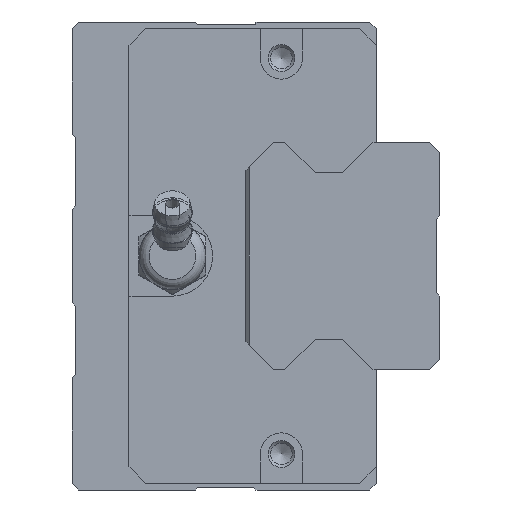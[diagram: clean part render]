
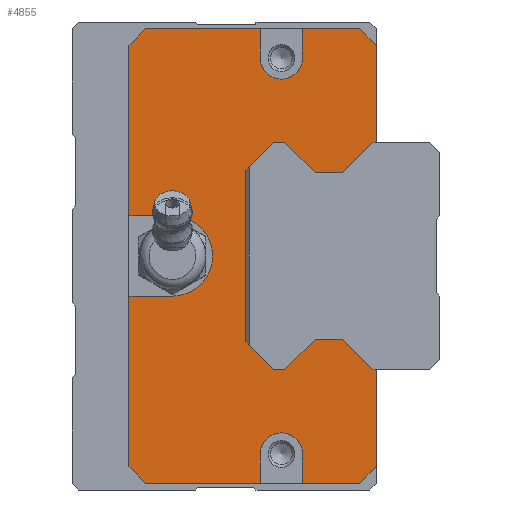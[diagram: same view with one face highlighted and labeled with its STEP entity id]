
A CAD part, left-side view. The second image highlights one B-rep face of the part: STEP entity #4855.
In plain terms, the highlighted planar face has unit normal (-1, 0, 0).
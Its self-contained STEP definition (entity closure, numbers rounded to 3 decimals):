
#313=CIRCLE('',#5297,6.);
#314=CIRCLE('',#5298,3.15);
#315=CIRCLE('',#5299,3.15);
#521=FACE_OUTER_BOUND('',#820,.T.);
#820=EDGE_LOOP('',(#3656,#3657,#3658,#3659,#3660,#3661,#3662,#3663,#3664,
#3665,#3666,#3667,#3668,#3669,#3670,#3671,#3672,#3673,#3674,#3675,#3676,
#3677,#3678,#3679,#3680,#3681,#3682,#3683,#3684,#3685,#3686,#3687,#3688,
#3689));
#1185=LINE('',#7530,#1641);
#1191=LINE('',#7542,#1647);
#1192=LINE('',#7546,#1648);
#1199=LINE('',#7561,#1655);
#1202=LINE('',#7565,#1658);
#1203=LINE('',#7568,#1659);
#1204=LINE('',#7570,#1660);
#1205=LINE('',#7572,#1661);
#1206=LINE('',#7576,#1662);
#1207=LINE('',#7578,#1663);
#1208=LINE('',#7580,#1664);
#1209=LINE('',#7582,#1665);
#1210=LINE('',#7584,#1666);
#1211=LINE('',#7588,#1667);
#1212=LINE('',#7590,#1668);
#1213=LINE('',#7592,#1669);
#1214=LINE('',#7593,#1670);
#1215=LINE('',#7595,#1671);
#1216=LINE('',#7597,#1672);
#1217=LINE('',#7599,#1673);
#1218=LINE('',#7601,#1674);
#1219=LINE('',#7603,#1675);
#1220=LINE('',#7605,#1676);
#1221=LINE('',#7607,#1677);
#1222=LINE('',#7609,#1678);
#1223=LINE('',#7611,#1679);
#1224=LINE('',#7613,#1680);
#1225=LINE('',#7614,#1681);
#1226=LINE('',#7616,#1682);
#1227=LINE('',#7617,#1683);
#1228=LINE('',#7619,#1684);
#1641=VECTOR('',#6199,1000.);
#1647=VECTOR('',#6207,1000.);
#1648=VECTOR('',#6210,1000.);
#1655=VECTOR('',#6219,1000.);
#1658=VECTOR('',#6222,1000.);
#1659=VECTOR('',#6225,1000.);
#1660=VECTOR('',#6226,1000.);
#1661=VECTOR('',#6227,1000.);
#1662=VECTOR('',#6230,1000.);
#1663=VECTOR('',#6231,1000.);
#1664=VECTOR('',#6232,1000.);
#1665=VECTOR('',#6233,1000.);
#1666=VECTOR('',#6234,1000.);
#1667=VECTOR('',#6237,1000.);
#1668=VECTOR('',#6238,1000.);
#1669=VECTOR('',#6239,1000.);
#1670=VECTOR('',#6240,1000.);
#1671=VECTOR('',#6241,1000.);
#1672=VECTOR('',#6242,1000.);
#1673=VECTOR('',#6243,1000.);
#1674=VECTOR('',#6244,1000.);
#1675=VECTOR('',#6245,1000.);
#1676=VECTOR('',#6246,1000.);
#1677=VECTOR('',#6247,1000.);
#1678=VECTOR('',#6248,1000.);
#1679=VECTOR('',#6249,1000.);
#1680=VECTOR('',#6250,1000.);
#1681=VECTOR('',#6251,1000.);
#1682=VECTOR('',#6252,1000.);
#1683=VECTOR('',#6253,1000.);
#1684=VECTOR('',#6254,1000.);
#2090=VERTEX_POINT('',#7527);
#2091=VERTEX_POINT('',#7529);
#2093=VERTEX_POINT('',#7535);
#2096=VERTEX_POINT('',#7540);
#2097=VERTEX_POINT('',#7544);
#2098=VERTEX_POINT('',#7545);
#2102=VERTEX_POINT('',#7554);
#2104=VERTEX_POINT('',#7558);
#2105=VERTEX_POINT('',#7560);
#2107=VERTEX_POINT('',#7567);
#2108=VERTEX_POINT('',#7569);
#2109=VERTEX_POINT('',#7571);
#2110=VERTEX_POINT('',#7573);
#2111=VERTEX_POINT('',#7575);
#2112=VERTEX_POINT('',#7577);
#2113=VERTEX_POINT('',#7579);
#2114=VERTEX_POINT('',#7581);
#2115=VERTEX_POINT('',#7583);
#2116=VERTEX_POINT('',#7585);
#2117=VERTEX_POINT('',#7587);
#2118=VERTEX_POINT('',#7589);
#2119=VERTEX_POINT('',#7591);
#2120=VERTEX_POINT('',#7594);
#2121=VERTEX_POINT('',#7596);
#2122=VERTEX_POINT('',#7598);
#2123=VERTEX_POINT('',#7600);
#2124=VERTEX_POINT('',#7602);
#2125=VERTEX_POINT('',#7604);
#2126=VERTEX_POINT('',#7606);
#2127=VERTEX_POINT('',#7608);
#2128=VERTEX_POINT('',#7610);
#2129=VERTEX_POINT('',#7612);
#2130=VERTEX_POINT('',#7615);
#2131=VERTEX_POINT('',#7618);
#2642=EDGE_CURVE('',#2091,#2090,#1185,.T.);
#2648=EDGE_CURVE('',#2096,#2093,#1191,.T.);
#2649=EDGE_CURVE('',#2097,#2098,#1192,.T.);
#2656=EDGE_CURVE('',#2104,#2105,#1199,.T.);
#2659=EDGE_CURVE('',#2098,#2102,#1202,.T.);
#2660=EDGE_CURVE('',#2107,#2102,#1203,.T.);
#2661=EDGE_CURVE('',#2108,#2097,#1204,.T.);
#2662=EDGE_CURVE('',#2108,#2109,#1205,.T.);
#2663=EDGE_CURVE('',#2109,#2110,#313,.T.);
#2664=EDGE_CURVE('',#2110,#2111,#1206,.T.);
#2665=EDGE_CURVE('',#2112,#2111,#1207,.T.);
#2666=EDGE_CURVE('',#2113,#2112,#1208,.T.);
#2667=EDGE_CURVE('',#2114,#2113,#1209,.T.);
#2668=EDGE_CURVE('',#2114,#2115,#1210,.T.);
#2669=EDGE_CURVE('',#2115,#2116,#314,.T.);
#2670=EDGE_CURVE('',#2116,#2117,#1211,.T.);
#2671=EDGE_CURVE('',#2118,#2117,#1212,.T.);
#2672=EDGE_CURVE('',#2119,#2118,#1213,.T.);
#2673=EDGE_CURVE('',#2093,#2119,#1214,.T.);
#2674=EDGE_CURVE('',#2096,#2120,#1215,.T.);
#2675=EDGE_CURVE('',#2120,#2121,#1216,.T.);
#2676=EDGE_CURVE('',#2121,#2122,#1217,.T.);
#2677=EDGE_CURVE('',#2122,#2123,#1218,.T.);
#2678=EDGE_CURVE('',#2123,#2124,#1219,.T.);
#2679=EDGE_CURVE('',#2124,#2125,#1220,.T.);
#2680=EDGE_CURVE('',#2125,#2126,#1221,.T.);
#2681=EDGE_CURVE('',#2126,#2127,#1222,.T.);
#2682=EDGE_CURVE('',#2127,#2128,#1223,.T.);
#2683=EDGE_CURVE('',#2128,#2129,#1224,.T.);
#2684=EDGE_CURVE('',#2129,#2091,#1225,.T.);
#2685=EDGE_CURVE('',#2130,#2090,#1226,.T.);
#2686=EDGE_CURVE('',#2105,#2130,#1227,.T.);
#2687=EDGE_CURVE('',#2104,#2131,#1228,.T.);
#2688=EDGE_CURVE('',#2131,#2107,#315,.T.);
#3656=ORIENTED_EDGE('',*,*,#2660,.T.);
#3657=ORIENTED_EDGE('',*,*,#2659,.F.);
#3658=ORIENTED_EDGE('',*,*,#2649,.F.);
#3659=ORIENTED_EDGE('',*,*,#2661,.F.);
#3660=ORIENTED_EDGE('',*,*,#2662,.T.);
#3661=ORIENTED_EDGE('',*,*,#2663,.T.);
#3662=ORIENTED_EDGE('',*,*,#2664,.T.);
#3663=ORIENTED_EDGE('',*,*,#2665,.F.);
#3664=ORIENTED_EDGE('',*,*,#2666,.F.);
#3665=ORIENTED_EDGE('',*,*,#2667,.F.);
#3666=ORIENTED_EDGE('',*,*,#2668,.T.);
#3667=ORIENTED_EDGE('',*,*,#2669,.T.);
#3668=ORIENTED_EDGE('',*,*,#2670,.T.);
#3669=ORIENTED_EDGE('',*,*,#2671,.F.);
#3670=ORIENTED_EDGE('',*,*,#2672,.F.);
#3671=ORIENTED_EDGE('',*,*,#2673,.F.);
#3672=ORIENTED_EDGE('',*,*,#2648,.F.);
#3673=ORIENTED_EDGE('',*,*,#2674,.T.);
#3674=ORIENTED_EDGE('',*,*,#2675,.T.);
#3675=ORIENTED_EDGE('',*,*,#2676,.T.);
#3676=ORIENTED_EDGE('',*,*,#2677,.T.);
#3677=ORIENTED_EDGE('',*,*,#2678,.T.);
#3678=ORIENTED_EDGE('',*,*,#2679,.T.);
#3679=ORIENTED_EDGE('',*,*,#2680,.T.);
#3680=ORIENTED_EDGE('',*,*,#2681,.T.);
#3681=ORIENTED_EDGE('',*,*,#2682,.T.);
#3682=ORIENTED_EDGE('',*,*,#2683,.T.);
#3683=ORIENTED_EDGE('',*,*,#2684,.T.);
#3684=ORIENTED_EDGE('',*,*,#2642,.T.);
#3685=ORIENTED_EDGE('',*,*,#2685,.F.);
#3686=ORIENTED_EDGE('',*,*,#2686,.F.);
#3687=ORIENTED_EDGE('',*,*,#2656,.F.);
#3688=ORIENTED_EDGE('',*,*,#2687,.T.);
#3689=ORIENTED_EDGE('',*,*,#2688,.T.);
#4385=PLANE('',#5296);
#4855=ADVANCED_FACE('',(#521),#4385,.F.);
#5296=AXIS2_PLACEMENT_3D('',#7566,#6223,#6224);
#5297=AXIS2_PLACEMENT_3D('',#7574,#6228,#6229);
#5298=AXIS2_PLACEMENT_3D('',#7586,#6235,#6236);
#5299=AXIS2_PLACEMENT_3D('',#7620,#6255,#6256);
#6199=DIRECTION('',(0.,-1.,0.));
#6207=DIRECTION('',(0.,-1.,0.));
#6210=DIRECTION('',(0.,-0.707,0.707));
#6219=DIRECTION('',(0.,-1.,0.));
#6222=DIRECTION('',(0.,-1.,0.));
#6223=DIRECTION('center_axis',(1.,0.,0.));
#6224=DIRECTION('ref_axis',(0.,0.,-1.));
#6225=DIRECTION('',(0.,0.,1.));
#6226=DIRECTION('',(0.,0.,1.));
#6227=DIRECTION('',(0.,-1.,0.));
#6228=DIRECTION('center_axis',(1.,0.,0.));
#6229=DIRECTION('ref_axis',(0.,0.,-1.));
#6230=DIRECTION('',(0.,1.,0.));
#6231=DIRECTION('',(0.,0.,1.));
#6232=DIRECTION('',(0.,0.707,0.707));
#6233=DIRECTION('',(0.,1.,0.));
#6234=DIRECTION('',(0.,0.,1.));
#6235=DIRECTION('center_axis',(1.,0.,0.));
#6236=DIRECTION('ref_axis',(0.,0.,-1.));
#6237=DIRECTION('',(0.,0.,-1.));
#6238=DIRECTION('',(0.,1.,0.));
#6239=DIRECTION('',(0.,0.707,-0.707));
#6240=DIRECTION('',(0.,0.,-1.));
#6241=DIRECTION('',(0.,0.707,0.707));
#6242=DIRECTION('',(0.,1.,0.));
#6243=DIRECTION('',(0.,0.707,-0.707));
#6244=DIRECTION('',(0.,1.,0.));
#6245=DIRECTION('',(0.,0.707,0.707));
#6246=DIRECTION('',(0.,0.,1.));
#6247=DIRECTION('',(0.,-0.707,0.707));
#6248=DIRECTION('',(0.,-1.,0.));
#6249=DIRECTION('',(0.,-0.707,-0.707));
#6250=DIRECTION('',(0.,-1.,0.));
#6251=DIRECTION('',(0.,-0.707,0.707));
#6252=DIRECTION('',(0.,0.,-1.));
#6253=DIRECTION('',(0.,-0.707,-0.707));
#6254=DIRECTION('',(0.,0.,-1.));
#6255=DIRECTION('center_axis',(1.,0.,0.));
#6256=DIRECTION('ref_axis',(0.,0.,-1.));
#7527=CARTESIAN_POINT('',(443.,9.5,17.));
#7529=CARTESIAN_POINT('',(443.,10.,17.));
#7530=CARTESIAN_POINT('',(443.,10.,17.));
#7535=CARTESIAN_POINT('',(443.,9.5,-17.));
#7540=CARTESIAN_POINT('',(443.,10.,-17.));
#7542=CARTESIAN_POINT('',(443.,9.5,-17.));
#7544=CARTESIAN_POINT('',(443.,46.5,31.5));
#7545=CARTESIAN_POINT('',(443.,44.,34.));
#7546=CARTESIAN_POINT('',(443.,46.5,31.5));
#7554=CARTESIAN_POINT('',(443.,26.85,34.));
#7558=CARTESIAN_POINT('',(443.,20.55,34.));
#7560=CARTESIAN_POINT('',(443.,12.,34.));
#7561=CARTESIAN_POINT('',(443.,44.,34.));
#7565=CARTESIAN_POINT('',(443.,44.,34.));
#7566=CARTESIAN_POINT('Origin',(443.,9.5,0.));
#7567=CARTESIAN_POINT('',(443.,26.85,29.6));
#7568=CARTESIAN_POINT('',(443.,26.85,29.6));
#7569=CARTESIAN_POINT('',(443.,46.5,6.));
#7570=CARTESIAN_POINT('',(443.,46.5,-31.5));
#7571=CARTESIAN_POINT('',(443.,40.,6.));
#7572=CARTESIAN_POINT('',(443.,82.,6.));
#7573=CARTESIAN_POINT('',(443.,40.,-6.));
#7574=CARTESIAN_POINT('Origin',(443.,40.,0.));
#7575=CARTESIAN_POINT('',(443.,46.5,-6.));
#7576=CARTESIAN_POINT('',(443.,40.,-6.));
#7577=CARTESIAN_POINT('',(443.,46.5,-31.5));
#7578=CARTESIAN_POINT('',(443.,46.5,-31.5));
#7579=CARTESIAN_POINT('',(443.,44.,-34.));
#7580=CARTESIAN_POINT('',(443.,44.,-34.));
#7581=CARTESIAN_POINT('',(443.,26.85,-34.));
#7582=CARTESIAN_POINT('',(443.,12.,-34.));
#7583=CARTESIAN_POINT('',(443.,26.85,-29.6));
#7584=CARTESIAN_POINT('',(443.,26.85,-49.6));
#7585=CARTESIAN_POINT('',(443.,20.55,-29.6));
#7586=CARTESIAN_POINT('Origin',(443.,23.7,-29.6));
#7587=CARTESIAN_POINT('',(443.,20.55,-34.));
#7588=CARTESIAN_POINT('',(443.,20.55,-29.6));
#7589=CARTESIAN_POINT('',(443.,12.,-34.));
#7590=CARTESIAN_POINT('',(443.,12.,-34.));
#7591=CARTESIAN_POINT('',(443.,9.5,-31.5));
#7592=CARTESIAN_POINT('',(443.,9.5,-31.5));
#7593=CARTESIAN_POINT('',(443.,9.5,31.5));
#7594=CARTESIAN_POINT('',(443.,14.5,-12.5));
#7595=CARTESIAN_POINT('',(443.,10.,-17.));
#7596=CARTESIAN_POINT('',(443.,18.67,-12.5));
#7597=CARTESIAN_POINT('',(443.,14.5,-12.5));
#7598=CARTESIAN_POINT('',(443.,23.17,-17.));
#7599=CARTESIAN_POINT('',(443.,18.67,-12.5));
#7600=CARTESIAN_POINT('',(443.,24.83,-17.));
#7601=CARTESIAN_POINT('',(443.,23.17,-17.));
#7602=CARTESIAN_POINT('',(443.,29.,-12.83));
#7603=CARTESIAN_POINT('',(443.,24.83,-17.));
#7604=CARTESIAN_POINT('',(443.,29.,12.83));
#7605=CARTESIAN_POINT('',(443.,29.,-12.83));
#7606=CARTESIAN_POINT('',(443.,24.83,17.));
#7607=CARTESIAN_POINT('',(443.,29.,12.83));
#7608=CARTESIAN_POINT('',(443.,23.17,17.));
#7609=CARTESIAN_POINT('',(443.,24.83,17.));
#7610=CARTESIAN_POINT('',(443.,18.67,12.5));
#7611=CARTESIAN_POINT('',(443.,23.17,17.));
#7612=CARTESIAN_POINT('',(443.,14.5,12.5));
#7613=CARTESIAN_POINT('',(443.,18.67,12.5));
#7614=CARTESIAN_POINT('',(443.,14.5,12.5));
#7615=CARTESIAN_POINT('',(443.,9.5,31.5));
#7616=CARTESIAN_POINT('',(443.,9.5,31.5));
#7617=CARTESIAN_POINT('',(443.,12.,34.));
#7618=CARTESIAN_POINT('',(443.,20.55,29.6));
#7619=CARTESIAN_POINT('',(443.,20.55,49.6));
#7620=CARTESIAN_POINT('Origin',(443.,23.7,29.6));
